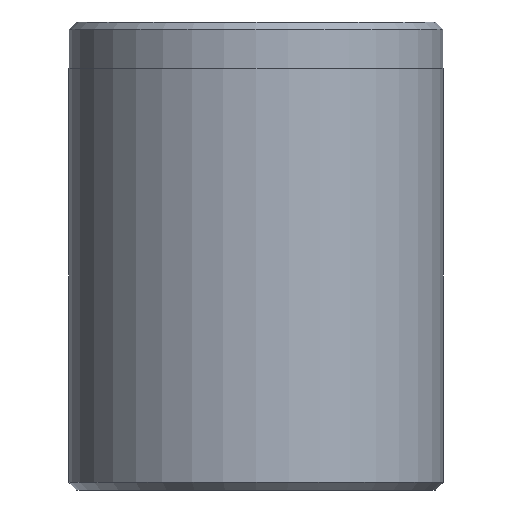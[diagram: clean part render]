
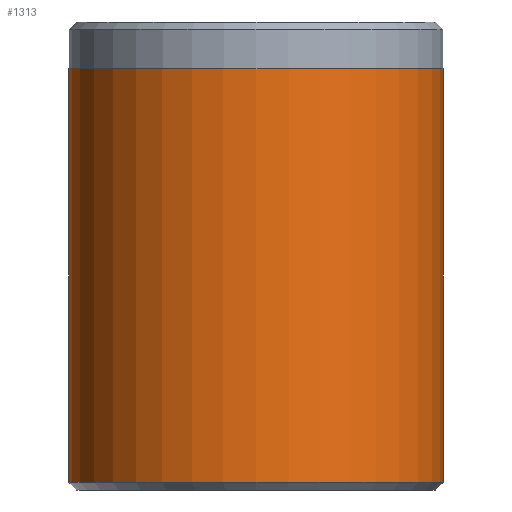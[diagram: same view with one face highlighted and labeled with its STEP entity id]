
A CAD part, front view. The second image highlights one B-rep face of the part: STEP entity #1313.
In plain terms, the highlighted cylindrical face has radius 12 mm (diameter 24 mm), a partial arc.
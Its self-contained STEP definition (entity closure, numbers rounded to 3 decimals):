
#47 = VERTEX_POINT ( 'NONE', #934 ) ;
#75 = VERTEX_POINT ( 'NONE', #1201 ) ;
#100 = CYLINDRICAL_SURFACE ( 'NONE', #338, 12. ) ;
#109 = CARTESIAN_POINT ( 'NONE',  ( -12., 0., 27. ) ) ;
#151 = FACE_OUTER_BOUND ( 'NONE', #1736, .T. ) ;
#257 = DIRECTION ( 'NONE',  ( 0., 0., -1. ) ) ;
#338 = AXIS2_PLACEMENT_3D ( 'NONE', #1153, #985, #1450 ) ;
#426 = EDGE_CURVE ( 'NONE', #1654, #816, #1382, .T. ) ;
#484 = AXIS2_PLACEMENT_3D ( 'NONE', #1079, #1049, #1744 ) ;
#496 = EDGE_CURVE ( 'NONE', #1654, #75, #1655, .T. ) ;
#605 = CARTESIAN_POINT ( 'NONE',  ( 0., 0., 0.5 ) ) ;
#716 = CIRCLE ( 'NONE', #1867, 12. ) ;
#779 = CARTESIAN_POINT ( 'NONE',  ( 12., 0., 27. ) ) ;
#816 = VERTEX_POINT ( 'NONE', #779 ) ;
#897 = CARTESIAN_POINT ( 'NONE',  ( 12., 0., 30. ) ) ;
#929 = DIRECTION ( 'NONE',  ( 0., 0., -1. ) ) ;
#934 = CARTESIAN_POINT ( 'NONE',  ( 12., 0., 0.5 ) ) ;
#985 = DIRECTION ( 'NONE',  ( 0., 0., -1. ) ) ;
#1040 = EDGE_CURVE ( 'NONE', #75, #47, #716, .T. ) ;
#1049 = DIRECTION ( 'NONE',  ( 0., 0., 1. ) ) ;
#1079 = CARTESIAN_POINT ( 'NONE',  ( 0., 0., 27. ) ) ;
#1153 = CARTESIAN_POINT ( 'NONE',  ( 0., 0., 30. ) ) ;
#1201 = CARTESIAN_POINT ( 'NONE',  ( -12., 0., 0.5 ) ) ;
#1203 = DIRECTION ( 'NONE',  ( 1., 0., 0. ) ) ;
#1313 = ADVANCED_FACE ( 'NONE', ( #151 ), #100, .T. ) ;
#1382 = CIRCLE ( 'NONE', #484, 12. ) ;
#1419 = CARTESIAN_POINT ( 'NONE',  ( -12., 0., 30. ) ) ;
#1446 = LINE ( 'NONE', #897, #1447 ) ;
#1447 = VECTOR ( 'NONE', #257, 1000. ) ;
#1450 = DIRECTION ( 'NONE',  ( -1., 0., 0. ) ) ;
#1518 = DIRECTION ( 'NONE',  ( 0., 0., 1. ) ) ;
#1653 = VECTOR ( 'NONE', #929, 1000. ) ;
#1654 = VERTEX_POINT ( 'NONE', #109 ) ;
#1655 = LINE ( 'NONE', #1419, #1653 ) ;
#1672 = ORIENTED_EDGE ( 'NONE', *, *, #426, .F. ) ;
#1736 = EDGE_LOOP ( 'NONE', ( #1892, #1672, #1941, #2018 ) ) ;
#1744 = DIRECTION ( 'NONE',  ( 1., 0., 0. ) ) ;
#1867 = AXIS2_PLACEMENT_3D ( 'NONE', #605, #1518, #1203 ) ;
#1892 = ORIENTED_EDGE ( 'NONE', *, *, #1893, .F. ) ;
#1893 = EDGE_CURVE ( 'NONE', #816, #47, #1446, .T. ) ;
#1941 = ORIENTED_EDGE ( 'NONE', *, *, #496, .T. ) ;
#2018 = ORIENTED_EDGE ( 'NONE', *, *, #1040, .T. ) ;
